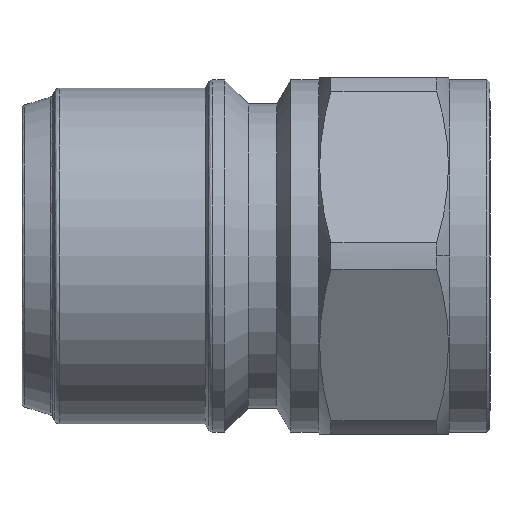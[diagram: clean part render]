
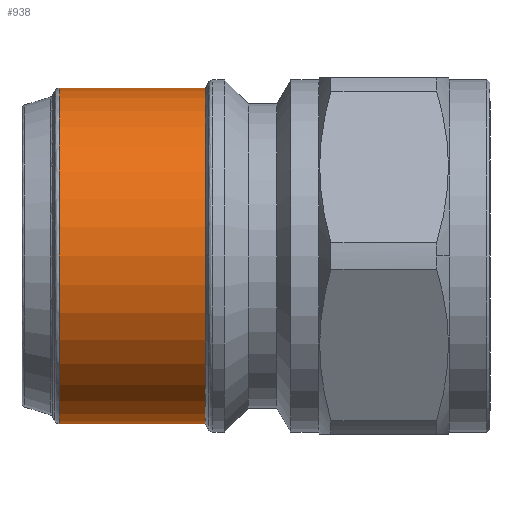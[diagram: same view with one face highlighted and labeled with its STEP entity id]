
A CAD part, front view. The second image highlights one B-rep face of the part: STEP entity #938.
In plain terms, the highlighted cylindrical face has radius 16.5 mm (diameter 33 mm), a partial arc.
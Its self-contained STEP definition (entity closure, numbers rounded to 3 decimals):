
#49 = EDGE_CURVE ( 'NONE', #1137, #997, #454, .T. ) ;
#84 = EDGE_CURVE ( 'NONE', #997, #1102, #401, .T. ) ;
#105 = EDGE_CURVE ( 'NONE', #1046, #1102, #382, .T. ) ;
#124 = EDGE_CURVE ( 'NONE', #1137, #990, #358, .T. ) ;
#141 = EDGE_CURVE ( 'NONE', #990, #1046, #330, .T. ) ;
#198 = CYLINDRICAL_SURFACE ( 'NONE', #1572, 16.5 ) ;
#199 = FACE_OUTER_BOUND ( 'NONE', #663, .T. ) ;
#330 = CIRCLE ( 'NONE', #1617, 16.5 ) ;
#358 = CIRCLE ( 'NONE', #1626, 16.5 ) ;
#380 = VECTOR ( 'NONE', #1841, 1000. ) ;
#382 = LINE ( 'NONE', #1822, #380 ) ;
#401 = CIRCLE ( 'NONE', #1653, 16.5 ) ;
#451 = VECTOR ( 'NONE', #1016, 1000. ) ;
#454 = LINE ( 'NONE', #1015, #451 ) ;
#568 = ORIENTED_EDGE ( 'NONE', *, *, #105, .T. ) ;
#570 = ORIENTED_EDGE ( 'NONE', *, *, #84, .F. ) ;
#577 = ORIENTED_EDGE ( 'NONE', *, *, #141, .T. ) ;
#578 = ORIENTED_EDGE ( 'NONE', *, *, #124, .T. ) ;
#586 = ORIENTED_EDGE ( 'NONE', *, *, #49, .F. ) ;
#663 = EDGE_LOOP ( 'NONE', ( #586, #578, #577, #568, #570 ) ) ;
#938 = ADVANCED_FACE ( 'NONE', ( #199 ), #198, .T. ) ;
#990 = VERTEX_POINT ( 'NONE', #1487 ) ;
#997 = VERTEX_POINT ( 'NONE', #1477 ) ;
#1015 = CARTESIAN_POINT ( 'NONE',  ( -24.343, 0., -16.5 ) ) ;
#1016 = DIRECTION ( 'NONE',  ( -1., 0., 0. ) ) ;
#1046 = VERTEX_POINT ( 'NONE', #1415 ) ;
#1068 = DIRECTION ( 'NONE',  ( 0., 0., 1. ) ) ;
#1072 = CARTESIAN_POINT ( 'NONE',  ( -42.343, 0., 0. ) ) ;
#1075 = DIRECTION ( 'NONE',  ( -1., 0., 0. ) ) ;
#1102 = VERTEX_POINT ( 'NONE', #1256 ) ;
#1137 = VERTEX_POINT ( 'NONE', #1533 ) ;
#1256 = CARTESIAN_POINT ( 'NONE',  ( -42.343, 0., 16.5 ) ) ;
#1415 = CARTESIAN_POINT ( 'NONE',  ( -28., 0., 16.5 ) ) ;
#1443 = DIRECTION ( 'NONE',  ( -1., 0., 0. ) ) ;
#1444 = CARTESIAN_POINT ( 'NONE',  ( -24.343, 0., 0. ) ) ;
#1446 = DIRECTION ( 'NONE',  ( 0., 0., 1. ) ) ;
#1477 = CARTESIAN_POINT ( 'NONE',  ( -42.343, 0., -16.5 ) ) ;
#1487 = CARTESIAN_POINT ( 'NONE',  ( -28., -16.5, 0. ) ) ;
#1533 = CARTESIAN_POINT ( 'NONE',  ( -28., 0., -16.5 ) ) ;
#1572 = AXIS2_PLACEMENT_3D ( 'NONE', #1444, #1443, #1446 ) ;
#1617 = AXIS2_PLACEMENT_3D ( 'NONE', #1941, #1850, #1863 ) ;
#1626 = AXIS2_PLACEMENT_3D ( 'NONE', #1965, #1966, #1964 ) ;
#1653 = AXIS2_PLACEMENT_3D ( 'NONE', #1072, #1075, #1068 ) ;
#1822 = CARTESIAN_POINT ( 'NONE',  ( -24.343, 0., 16.5 ) ) ;
#1841 = DIRECTION ( 'NONE',  ( -1., 0., 0. ) ) ;
#1850 = DIRECTION ( 'NONE',  ( -1., 0., 0. ) ) ;
#1863 = DIRECTION ( 'NONE',  ( 0., 0., 1. ) ) ;
#1941 = CARTESIAN_POINT ( 'NONE',  ( -28., 0., 0. ) ) ;
#1964 = DIRECTION ( 'NONE',  ( 0., 0., 1. ) ) ;
#1965 = CARTESIAN_POINT ( 'NONE',  ( -28., 0., 0. ) ) ;
#1966 = DIRECTION ( 'NONE',  ( -1., 0., 0. ) ) ;
